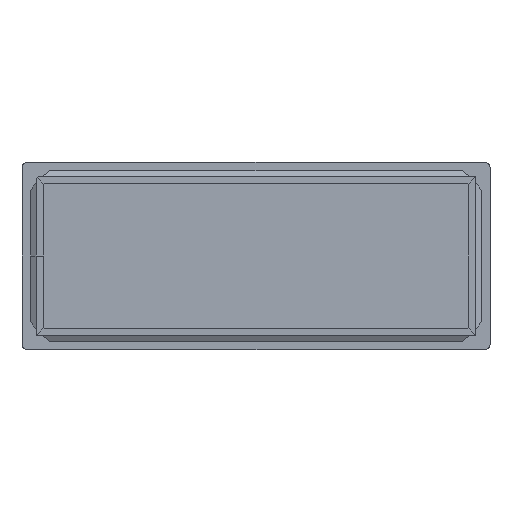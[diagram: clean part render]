
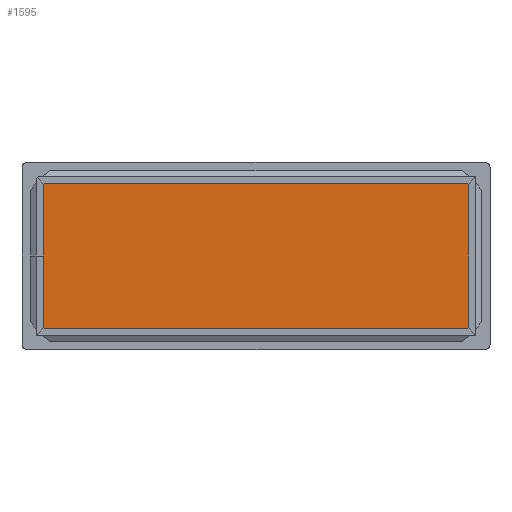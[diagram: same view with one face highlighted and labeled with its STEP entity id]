
A CAD part, front view. The second image highlights one B-rep face of the part: STEP entity #1595.
In plain terms, the highlighted planar face has unit normal (0, -1, 0).
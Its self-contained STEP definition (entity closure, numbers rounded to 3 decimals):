
#16 = LINE ( 'NONE', #1014, #727 ) ;
#24 = CARTESIAN_POINT ( 'NONE',  ( 45.5, 20., -15. ) ) ;
#97 = VERTEX_POINT ( 'NONE', #3100 ) ;
#163 = CIRCLE ( 'NONE', #2247, 0.5 ) ;
#202 = AXIS2_PLACEMENT_3D ( 'NONE', #847, #1127, #880 ) ;
#219 = VERTEX_POINT ( 'NONE', #24 ) ;
#336 = ORIENTED_EDGE ( 'NONE', *, *, #2009, .F. ) ;
#418 = EDGE_CURVE ( 'NONE', #1790, #219, #2112, .T. ) ;
#480 = ORIENTED_EDGE ( 'NONE', *, *, #752, .T. ) ;
#525 = CIRCLE ( 'NONE', #2349, 0.5 ) ;
#584 = CARTESIAN_POINT ( 'NONE',  ( -45.5, 20., -15.5 ) ) ;
#627 = CARTESIAN_POINT ( 'NONE',  ( 45.5, 20., -15.5 ) ) ;
#672 = EDGE_CURVE ( 'NONE', #2329, #1522, #16, .T. ) ;
#727 = VECTOR ( 'NONE', #2012, 1000. ) ;
#735 = VERTEX_POINT ( 'NONE', #3107 ) ;
#736 = DIRECTION ( 'NONE',  ( 0., -1., 0. ) ) ;
#737 = EDGE_CURVE ( 'NONE', #735, #2441, #3124, .T. ) ;
#752 = EDGE_CURVE ( 'NONE', #97, #219, #525, .T. ) ;
#767 = CARTESIAN_POINT ( 'NONE',  ( -45., 20., -15.5 ) ) ;
#789 = CARTESIAN_POINT ( 'NONE',  ( 45., 20., 15. ) ) ;
#847 = CARTESIAN_POINT ( 'NONE',  ( -45., 20., 15. ) ) ;
#880 = DIRECTION ( 'NONE',  ( 0., 0., 1. ) ) ;
#902 = DIRECTION ( 'NONE',  ( 0., 0., 1. ) ) ;
#966 = DIRECTION ( 'NONE',  ( 0., 0., 1. ) ) ;
#1014 = CARTESIAN_POINT ( 'NONE',  ( -45.5, 20., -15.5 ) ) ;
#1041 = FACE_OUTER_BOUND ( 'NONE', #2620, .T. ) ;
#1089 = CIRCLE ( 'NONE', #202, 0.5 ) ;
#1118 = CARTESIAN_POINT ( 'NONE',  ( 45., 20., -15. ) ) ;
#1127 = DIRECTION ( 'NONE',  ( 0., -1., 0. ) ) ;
#1340 = PLANE ( 'NONE',  #2739 ) ;
#1341 = VERTEX_POINT ( 'NONE', #1936 ) ;
#1395 = DIRECTION ( 'NONE',  ( 0., 0., 1. ) ) ;
#1429 = ORIENTED_EDGE ( 'NONE', *, *, #737, .F. ) ;
#1522 = VERTEX_POINT ( 'NONE', #2618 ) ;
#1543 = DIRECTION ( 'NONE',  ( 0., 0., 1. ) ) ;
#1553 = CARTESIAN_POINT ( 'NONE',  ( -45.5, 20., 0. ) ) ;
#1587 = ORIENTED_EDGE ( 'NONE', *, *, #2429, .T. ) ;
#1595 = ADVANCED_FACE ( 'NONE', ( #1041 ), #1340, .F. ) ;
#1622 = ORIENTED_EDGE ( 'NONE', *, *, #2196, .T. ) ;
#1625 = DIRECTION ( 'NONE',  ( 0., 0., -1. ) ) ;
#1672 = CARTESIAN_POINT ( 'NONE',  ( -45.5, 20., 15.5 ) ) ;
#1686 = DIRECTION ( 'NONE',  ( 0., -1., 0. ) ) ;
#1707 = LINE ( 'NONE', #3173, #3118 ) ;
#1786 = LINE ( 'NONE', #584, #2337 ) ;
#1788 = ORIENTED_EDGE ( 'NONE', *, *, #672, .F. ) ;
#1790 = VERTEX_POINT ( 'NONE', #3102 ) ;
#1929 = CARTESIAN_POINT ( 'NONE',  ( -45., 20., -15. ) ) ;
#1936 = CARTESIAN_POINT ( 'NONE',  ( -45.5, 20., -15. ) ) ;
#2009 = EDGE_CURVE ( 'NONE', #97, #3127, #1786, .T. ) ;
#2012 = DIRECTION ( 'NONE',  ( 0., 0., 1. ) ) ;
#2106 = CIRCLE ( 'NONE', #2363, 0.5 ) ;
#2112 = LINE ( 'NONE', #627, #2248 ) ;
#2196 = EDGE_CURVE ( 'NONE', #735, #1522, #1089, .T. ) ;
#2247 = AXIS2_PLACEMENT_3D ( 'NONE', #789, #736, #2773 ) ;
#2248 = VECTOR ( 'NONE', #1625, 1000. ) ;
#2256 = CARTESIAN_POINT ( 'NONE',  ( 45., 20., 15.5 ) ) ;
#2260 = DIRECTION ( 'NONE',  ( -1., 0., 0. ) ) ;
#2329 = VERTEX_POINT ( 'NONE', #1553 ) ;
#2337 = VECTOR ( 'NONE', #2260, 1000. ) ;
#2349 = AXIS2_PLACEMENT_3D ( 'NONE', #1118, #2647, #902 ) ;
#2363 = AXIS2_PLACEMENT_3D ( 'NONE', #1929, #1686, #1395 ) ;
#2429 = EDGE_CURVE ( 'NONE', #1790, #2441, #163, .T. ) ;
#2441 = VERTEX_POINT ( 'NONE', #2256 ) ;
#2563 = ORIENTED_EDGE ( 'NONE', *, *, #2803, .T. ) ;
#2603 = ORIENTED_EDGE ( 'NONE', *, *, #3186, .F. ) ;
#2618 = CARTESIAN_POINT ( 'NONE',  ( -45.5, 20., 15. ) ) ;
#2620 = EDGE_LOOP ( 'NONE', ( #3016, #1587, #1429, #1622, #1788, #2603, #2563, #336, #480 ) ) ;
#2647 = DIRECTION ( 'NONE',  ( 0., -1., 0. ) ) ;
#2739 = AXIS2_PLACEMENT_3D ( 'NONE', #2780, #2994, #1543 ) ;
#2773 = DIRECTION ( 'NONE',  ( 0., 0., 1. ) ) ;
#2780 = CARTESIAN_POINT ( 'NONE',  ( 0., 20., 0. ) ) ;
#2803 = EDGE_CURVE ( 'NONE', #1341, #3127, #2106, .T. ) ;
#2939 = VECTOR ( 'NONE', #3075, 1000. ) ;
#2994 = DIRECTION ( 'NONE',  ( 0., 1., 0. ) ) ;
#3016 = ORIENTED_EDGE ( 'NONE', *, *, #418, .F. ) ;
#3075 = DIRECTION ( 'NONE',  ( 1., 0., 0. ) ) ;
#3100 = CARTESIAN_POINT ( 'NONE',  ( 45., 20., -15.5 ) ) ;
#3102 = CARTESIAN_POINT ( 'NONE',  ( 45.5, 20., 15. ) ) ;
#3107 = CARTESIAN_POINT ( 'NONE',  ( -45., 20., 15.5 ) ) ;
#3118 = VECTOR ( 'NONE', #966, 1000. ) ;
#3124 = LINE ( 'NONE', #1672, #2939 ) ;
#3127 = VERTEX_POINT ( 'NONE', #767 ) ;
#3173 = CARTESIAN_POINT ( 'NONE',  ( -45.5, 20., -15.5 ) ) ;
#3186 = EDGE_CURVE ( 'NONE', #1341, #2329, #1707, .T. ) ;
